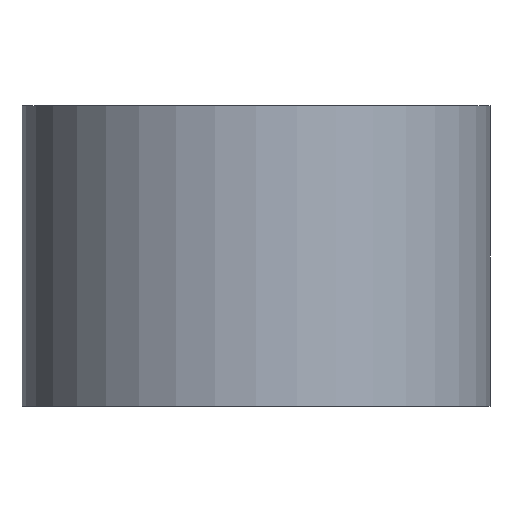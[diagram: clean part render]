
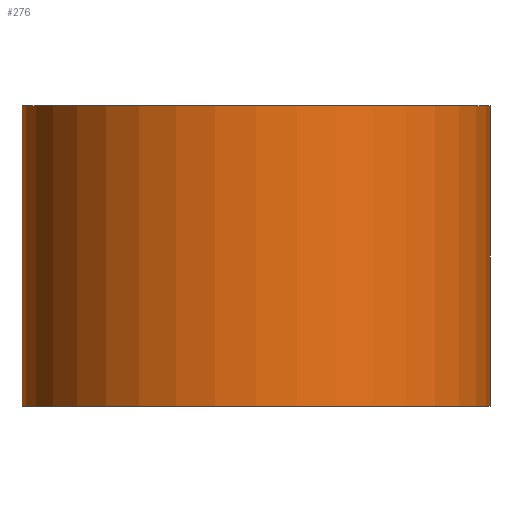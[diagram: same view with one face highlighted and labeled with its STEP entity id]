
A CAD part, left-side view. The second image highlights one B-rep face of the part: STEP entity #276.
In plain terms, the highlighted cylindrical face has radius 3.5 mm (diameter 7 mm), a full revolution.
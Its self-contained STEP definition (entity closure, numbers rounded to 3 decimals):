
#144 = EDGE_CURVE('',#145,#147,#149,.T.);
#145 = VERTEX_POINT('',#146);
#146 = CARTESIAN_POINT('',(0.,3.5,0.));
#147 = VERTEX_POINT('',#148);
#148 = CARTESIAN_POINT('',(0.,-3.5,0.));
#149 = CIRCLE('',#150,3.5);
#150 = AXIS2_PLACEMENT_3D('',#151,#152,#153);
#151 = CARTESIAN_POINT('',(0.,0.,0.));
#152 = DIRECTION('',(0.,0.,1.));
#153 = DIRECTION('',(1.,0.,0.));
#276 = ADVANCED_FACE('',(#277),#345,.T.);
#277 = FACE_BOUND('',#278,.F.);
#278 = EDGE_LOOP('',(#279,#290,#296,#297,#305,#314,#323,#330,#337,#338)
  );
#279 = ORIENTED_EDGE('',*,*,#280,.F.);
#280 = EDGE_CURVE('',#281,#283,#285,.T.);
#281 = VERTEX_POINT('',#282);
#282 = CARTESIAN_POINT('',(0.,-3.5,1.5));
#283 = VERTEX_POINT('',#284);
#284 = CARTESIAN_POINT('',(0.862,-3.392,1.5));
#285 = CIRCLE('',#286,3.5);
#286 = AXIS2_PLACEMENT_3D('',#287,#288,#289);
#287 = CARTESIAN_POINT('',(0.,0.,1.5));
#288 = DIRECTION('',(0.,0.,1.));
#289 = DIRECTION('',(1.,0.,0.));
#290 = ORIENTED_EDGE('',*,*,#291,.F.);
#291 = EDGE_CURVE('',#147,#281,#292,.T.);
#292 = LINE('',#293,#294);
#293 = CARTESIAN_POINT('',(0.,-3.5,0.));
#294 = VECTOR('',#295,1.);
#295 = DIRECTION('',(0.,0.,1.));
#296 = ORIENTED_EDGE('',*,*,#144,.F.);
#297 = ORIENTED_EDGE('',*,*,#298,.T.);
#298 = EDGE_CURVE('',#145,#299,#301,.T.);
#299 = VERTEX_POINT('',#300);
#300 = CARTESIAN_POINT('',(0.,3.5,1.5));
#301 = LINE('',#302,#303);
#302 = CARTESIAN_POINT('',(0.,3.5,0.));
#303 = VECTOR('',#304,1.);
#304 = DIRECTION('',(0.,0.,1.));
#305 = ORIENTED_EDGE('',*,*,#306,.F.);
#306 = EDGE_CURVE('',#307,#299,#309,.T.);
#307 = VERTEX_POINT('',#308);
#308 = CARTESIAN_POINT('',(0.862,3.392,1.5));
#309 = CIRCLE('',#310,3.5);
#310 = AXIS2_PLACEMENT_3D('',#311,#312,#313);
#311 = CARTESIAN_POINT('',(0.,0.,1.5));
#312 = DIRECTION('',(0.,0.,1.));
#313 = DIRECTION('',(1.,0.,0.));
#314 = ORIENTED_EDGE('',*,*,#315,.F.);
#315 = EDGE_CURVE('',#316,#307,#318,.T.);
#316 = VERTEX_POINT('',#317);
#317 = CARTESIAN_POINT('',(3.5,0.,1.5));
#318 = CIRCLE('',#319,3.5);
#319 = AXIS2_PLACEMENT_3D('',#320,#321,#322);
#320 = CARTESIAN_POINT('',(0.,0.,1.5));
#321 = DIRECTION('',(0.,0.,1.));
#322 = DIRECTION('',(1.,0.,0.));
#323 = ORIENTED_EDGE('',*,*,#324,.F.);
#324 = EDGE_CURVE('',#325,#316,#327,.T.);
#325 = VERTEX_POINT('',#326);
#326 = CARTESIAN_POINT('',(3.5,0.,4.5));
#327 = B_SPLINE_CURVE_WITH_KNOTS('',1,(#328,#329),.UNSPECIFIED.,.F.,.F.,
  (2,2),(-4.5,-1.5),.PIECEWISE_BEZIER_KNOTS.);
#328 = CARTESIAN_POINT('',(3.5,0.,4.5));
#329 = CARTESIAN_POINT('',(3.5,0.,1.5));
#330 = ORIENTED_EDGE('',*,*,#331,.T.);
#331 = EDGE_CURVE('',#325,#325,#332,.T.);
#332 = CIRCLE('',#333,3.5);
#333 = AXIS2_PLACEMENT_3D('',#334,#335,#336);
#334 = CARTESIAN_POINT('',(0.,0.,4.5));
#335 = DIRECTION('',(0.,0.,1.));
#336 = DIRECTION('',(1.,0.,0.));
#337 = ORIENTED_EDGE('',*,*,#324,.T.);
#338 = ORIENTED_EDGE('',*,*,#339,.F.);
#339 = EDGE_CURVE('',#283,#316,#340,.T.);
#340 = CIRCLE('',#341,3.5);
#341 = AXIS2_PLACEMENT_3D('',#342,#343,#344);
#342 = CARTESIAN_POINT('',(0.,0.,1.5));
#343 = DIRECTION('',(0.,0.,1.));
#344 = DIRECTION('',(1.,0.,0.));
#345 = CYLINDRICAL_SURFACE('',#346,3.5);
#346 = AXIS2_PLACEMENT_3D('',#347,#348,#349);
#347 = CARTESIAN_POINT('',(0.,0.,0.));
#348 = DIRECTION('',(-0.,-0.,-1.));
#349 = DIRECTION('',(1.,0.,0.));
